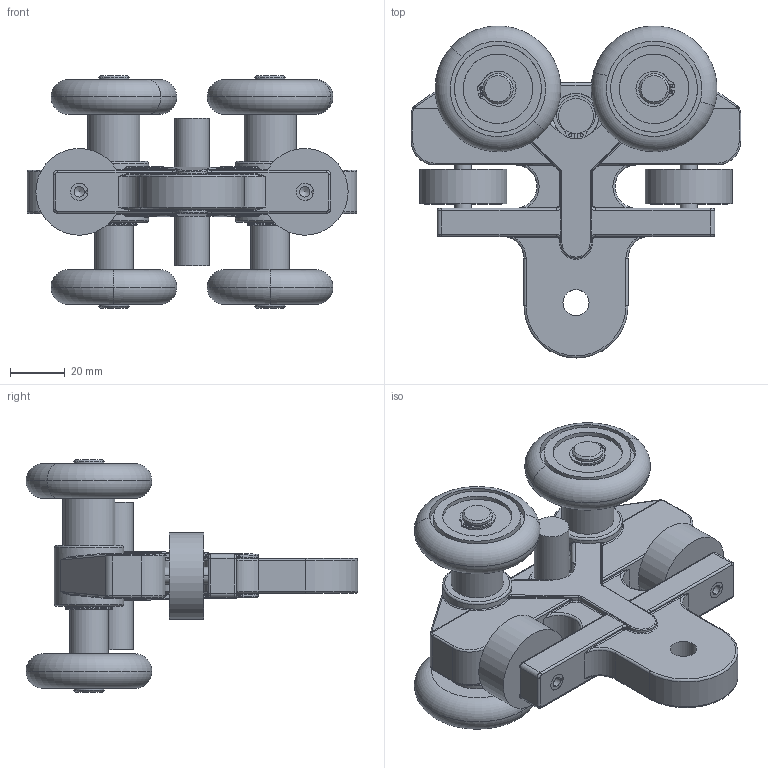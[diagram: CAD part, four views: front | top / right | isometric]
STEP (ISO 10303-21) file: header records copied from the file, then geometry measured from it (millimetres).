
FILE_DESCRIPTION((''),'2;1');
FILE_NAME('20090 ETA-8 FESTOON TROLLEY.stp','2011-03-28T07:46:02',('jholman'),(''),'Autodesk Inventor 2011','Autodesk Inventor 2011','');
FILE_SCHEMA(('AUTOMOTIVE_DESIGN { 1 0 10303 214 1 1 1 1 }'));
Length unit declared in the file: inch
Products named in the file (11): 20090; 59900; 3D11M6B4B; 3D11G6B4A; 3D1129B4B; 3D11E6B4A; 3D11OBB4B; 70020; 3D11T2B4A; 3D11F6B4A; 57135
Assembly tree (20 placements, depth 3):
  20090
    59900
    3D11M6B4B  x2
    3D11G6B4A  x2
    3D1129B4B  x4
    3D11E6B4A  x4
    3D11OBB4B  x2
      70020
      3D11T2B4A
    3D11F6B4A  x2
    57135
Bounding box: 120.65 x 121.44 x 85.09 mm (x, y, z)
Volume: 218068.5 mm3; surface area: 69462.7 mm2
Topology: 20 solids, 20 shells, 767 faces, 1808 edges, 1079 vertices
Faces by surface type: cylinder 360, plane 163, torus 120, bspline 94, cone 26, sphere 4
Full cylindrical faces by diameter (mm): 1.194 x4, 6.35 x4, 6.747 x2, 9.525 x1, 10.465 x4, 11.138 x8, 11.887 x2, 12.7 x4, 13.259 x2, 14.288 x6, 16.669 x2, 19.05 x2, 25.4 x2, 31.75 x2
Entity records: 17344 total; most frequent: CARTESIAN_POINT 5938, DIRECTION 2351, ORIENTED_EDGE 2222, EDGE_CURVE 1111, AXIS2_PLACEMENT_3D 1019, VERTEX_POINT 684, EDGE_LOOP 609, FACE_OUTER_BOUND 512
